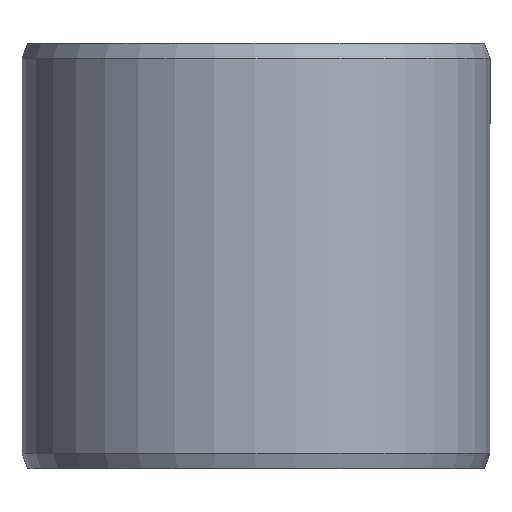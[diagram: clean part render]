
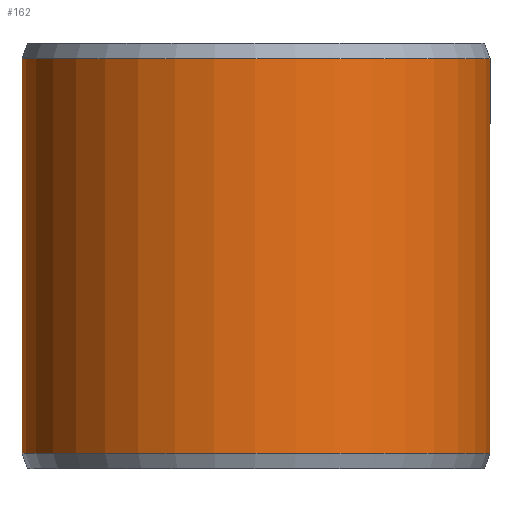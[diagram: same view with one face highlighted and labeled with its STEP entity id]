
A CAD part, front view. The second image highlights one B-rep face of the part: STEP entity #162.
In plain terms, the highlighted cylindrical face has radius 27.5 mm (diameter 55 mm), a partial arc.
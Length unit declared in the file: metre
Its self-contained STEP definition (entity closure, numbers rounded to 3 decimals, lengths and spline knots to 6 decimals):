
#162=ADVANCED_FACE('',(#185,#186),#187,.T.);
#185=FACE_OUTER_BOUND('',#211,.T.);
#186=FACE_BOUND('',#212,.T.);
#187=CYLINDRICAL_SURFACE('',#213,0.0275);
#211=EDGE_LOOP('',(#289,#290,#291,#292));
#212=EDGE_LOOP('',(#293));
#213=AXIS2_PLACEMENT_3D('',#294,#295,#296);
#289=ORIENTED_EDGE('',*,*,#314,.T.);
#290=ORIENTED_EDGE('',*,*,#323,.F.);
#291=ORIENTED_EDGE('',*,*,#309,.F.);
#292=ORIENTED_EDGE('',*,*,#324,.T.);
#293=ORIENTED_EDGE('',*,*,#327,.T.);
#294=CARTESIAN_POINT('',(0.,0.,0.0));
#295=DIRECTION('',(0.,0.0,-1.0));
#296=DIRECTION('',(-1.0,0.0,0.));
#309=EDGE_CURVE('',#341,#342,#343,.T.);
#314=EDGE_CURVE('',#351,#349,#352,.T.);
#323=EDGE_CURVE('',#342,#349,#365,.T.);
#324=EDGE_CURVE('',#341,#351,#366,.T.);
#327=EDGE_CURVE('',#370,#370,#371,.T.);
#341=VERTEX_POINT('',#389);
#342=VERTEX_POINT('',#390);
#343=CIRCLE('',#391,0.0275);
#349=VERTEX_POINT('',#399);
#351=VERTEX_POINT('',#402);
#352=CIRCLE('',#403,0.0275);
#365=LINE('',#422,#423);
#366=LINE('',#424,#425);
#370=VERTEX_POINT('',#495);
#371=B_SPLINE_CURVE_WITH_KNOTS('',3,(#496,#497,#498,#499,#500,#501,#502,#503,#504,#505,#506,#507,#508,#509,#510,#511,#512,#513,#514,#515,#516,#517,#518,#519,#520,#521,#522,#523,#524,#525,#526,#527,#528,#529,#530,#531,#532,#533,#534,#535,#536,#537,#538,#539,#540,#541,#542,#543,#544,#545,#546,#547,#548,#549,#550,#551,#552,#553,#554,#555,#556,#557,#558,#559,#560,#561),.UNSPECIFIED.,.T.,.F.,(2,2,2,2,2,2,2,2,2,2,2,2,2,2,2,2,2,2,2,2,2,2,2,2,2,2,2,2,2,2,2,2,2,2,2),(-0.000783,0.0,0.000783,0.001565,0.002348,0.00313,0.003913,0.004695,0.005478,0.00626,0.007043,0.007826,0.008608,0.009391,0.010173,0.010956,0.011738,0.012521,0.013303,0.014086,0.014869,0.015651,0.016434,0.017216,0.017999,0.018781,0.019564,0.020346,0.021129,0.021912,0.022694,0.023477,0.024259,0.025042,0.025824),.UNSPECIFIED.);
#389=CARTESIAN_POINT('',(0.00048,0.027496,0.0018));
#390=CARTESIAN_POINT('',(0.,0.0275,0.0018));
#391=AXIS2_PLACEMENT_3D('',#575,#576,#577);
#399=CARTESIAN_POINT('',(0.,0.0275,0.0482));
#402=CARTESIAN_POINT('',(0.00048,0.027496,0.0482));
#403=AXIS2_PLACEMENT_3D('',#584,#585,#586);
#422=CARTESIAN_POINT('',(0.,0.0275,0.0018));
#423=VECTOR('',#599,1.0);
#424=CARTESIAN_POINT('',(0.00048,0.027496,0.0018));
#425=VECTOR('',#600,1.0);
#495=CARTESIAN_POINT('',(0.021261,-0.017442,0.025));
#496=CARTESIAN_POINT('',(0.021261,-0.017442,0.024735));
#497=CARTESIAN_POINT('',(0.021261,-0.017442,0.025265));
#498=CARTESIAN_POINT('',(0.021278,-0.017421,0.025525));
#499=CARTESIAN_POINT('',(0.021343,-0.017342,0.026036));
#500=CARTESIAN_POINT('',(0.021392,-0.017281,0.026291));
#501=CARTESIAN_POINT('',(0.021519,-0.017123,0.026775));
#502=CARTESIAN_POINT('',(0.021596,-0.017026,0.027005));
#503=CARTESIAN_POINT('',(0.021776,-0.016795,0.027439));
#504=CARTESIAN_POINT('',(0.021879,-0.016661,0.027645));
#505=CARTESIAN_POINT('',(0.022102,-0.016364,0.028013));
#506=CARTESIAN_POINT('',(0.022222,-0.016202,0.028178));
#507=CARTESIAN_POINT('',(0.022477,-0.015845,0.028471));
#508=CARTESIAN_POINT('',(0.022611,-0.015655,0.028595));
#509=CARTESIAN_POINT('',(0.022881,-0.015256,0.028794));
#510=CARTESIAN_POINT('',(0.023021,-0.015045,0.028871));
#511=CARTESIAN_POINT('',(0.023299,-0.01461,0.028974));
#512=CARTESIAN_POINT('',(0.023436,-0.014389,0.029));
#513=CARTESIAN_POINT('',(0.023706,-0.013942,0.029));
#514=CARTESIAN_POINT('',(0.023839,-0.013712,0.028974));
#515=CARTESIAN_POINT('',(0.024091,-0.013265,0.028872));
#516=CARTESIAN_POINT('',(0.02421,-0.013045,0.028796));
#517=CARTESIAN_POINT('',(0.024437,-0.012616,0.028596));
#518=CARTESIAN_POINT('',(0.024543,-0.012407,0.028471));
#519=CARTESIAN_POINT('',(0.024736,-0.012018,0.028181));
#520=CARTESIAN_POINT('',(0.024824,-0.011835,0.028016));
#521=CARTESIAN_POINT('',(0.024983,-0.011495,0.027643));
#522=CARTESIAN_POINT('',(0.025052,-0.011344,0.027441));
#523=CARTESIAN_POINT('',(0.025171,-0.011077,0.027009));
#524=CARTESIAN_POINT('',(0.025221,-0.010961,0.026775));
#525=CARTESIAN_POINT('',(0.025301,-0.010775,0.026291));
#526=CARTESIAN_POINT('',(0.025331,-0.010705,0.026041));
#527=CARTESIAN_POINT('',(0.025371,-0.010609,0.025528));
#528=CARTESIAN_POINT('',(0.025382,-0.010584,0.025263));
#529=CARTESIAN_POINT('',(0.025382,-0.010584,0.02474));
#530=CARTESIAN_POINT('',(0.025372,-0.010608,0.02448));
#531=CARTESIAN_POINT('',(0.025332,-0.010703,0.023964));
#532=CARTESIAN_POINT('',(0.025302,-0.010775,0.023711));
#533=CARTESIAN_POINT('',(0.025222,-0.010959,0.02323));
#534=CARTESIAN_POINT('',(0.025172,-0.011074,0.022997));
#535=CARTESIAN_POINT('',(0.025052,-0.011342,0.02256));
#536=CARTESIAN_POINT('',(0.024984,-0.011494,0.022359));
#537=CARTESIAN_POINT('',(0.024826,-0.011829,0.02199));
#538=CARTESIAN_POINT('',(0.024737,-0.012015,0.021821));
#539=CARTESIAN_POINT('',(0.024544,-0.012405,0.02153));
#540=CARTESIAN_POINT('',(0.02444,-0.01261,0.021407));
#541=CARTESIAN_POINT('',(0.024213,-0.013039,0.021206));
#542=CARTESIAN_POINT('',(0.024092,-0.013263,0.021129));
#543=CARTESIAN_POINT('',(0.023841,-0.013709,0.021026));
#544=CARTESIAN_POINT('',(0.02371,-0.013934,0.021));
#545=CARTESIAN_POINT('',(0.023438,-0.014387,0.021));
#546=CARTESIAN_POINT('',(0.023301,-0.014608,0.021026));
#547=CARTESIAN_POINT('',(0.023024,-0.01504,0.021127));
#548=CARTESIAN_POINT('',(0.022884,-0.015252,0.021204));
#549=CARTESIAN_POINT('',(0.022612,-0.015653,0.021404));
#550=CARTESIAN_POINT('',(0.02248,-0.015842,0.021527));
#551=CARTESIAN_POINT('',(0.022225,-0.016197,0.021817));
#552=CARTESIAN_POINT('',(0.022103,-0.016363,0.021985));
#553=CARTESIAN_POINT('',(0.02188,-0.016659,0.022353));
#554=CARTESIAN_POINT('',(0.021779,-0.016792,0.022554));
#555=CARTESIAN_POINT('',(0.021597,-0.017024,0.022992));
#556=CARTESIAN_POINT('',(0.021519,-0.017122,0.023223));
#557=CARTESIAN_POINT('',(0.021393,-0.01728,0.023704));
#558=CARTESIAN_POINT('',(0.021344,-0.01734,0.023957));
#559=CARTESIAN_POINT('',(0.021278,-0.017421,0.024474));
#560=CARTESIAN_POINT('',(0.021261,-0.017442,0.024735));
#561=CARTESIAN_POINT('',(0.021261,-0.017442,0.025265));
#575=CARTESIAN_POINT('',(0.,0.,0.0018));
#576=DIRECTION('',(0.,0.0,-1.0));
#577=DIRECTION('',(-1.0,0.0,0.));
#584=CARTESIAN_POINT('',(0.,0.,0.0482));
#585=DIRECTION('',(0.,0.0,-1.0));
#586=DIRECTION('',(-1.0,0.0,0.));
#599=DIRECTION('',(0.,0.0,1.0));
#600=DIRECTION('',(0.,0.,1.0));
